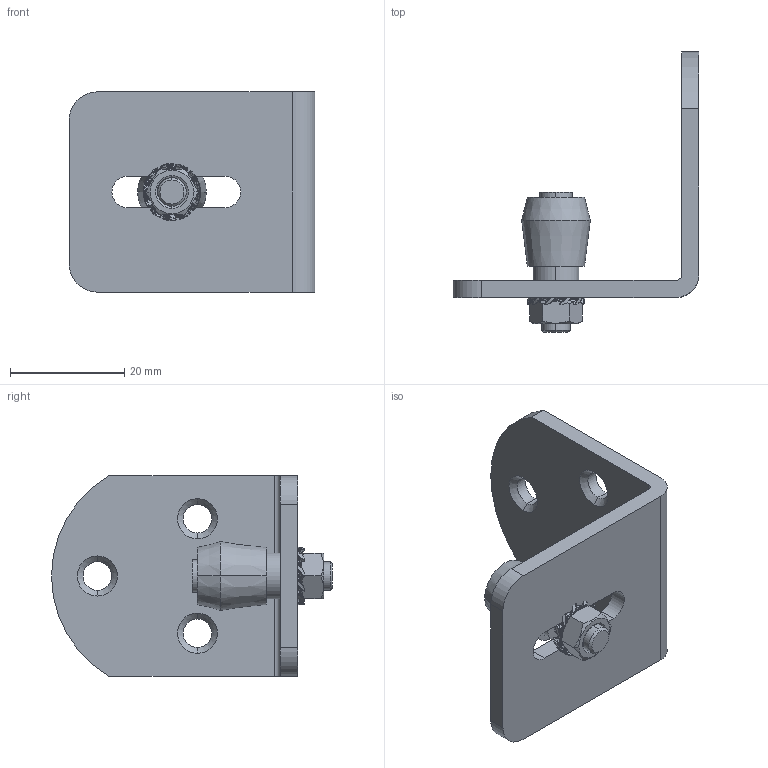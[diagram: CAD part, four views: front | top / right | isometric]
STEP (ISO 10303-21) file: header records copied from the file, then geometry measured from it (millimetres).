
FILE_DESCRIPTION (( 'STEP AP203' ), '1' );
FILE_NAME ('1.32.N53.STEP', '2019-06-03T09:08:30', ( '' ), ( '' ), 'SwSTEP 2.0', 'SolidWorks 2018', '' );
FILE_SCHEMA (( 'CONFIG_CONTROL_DESIGN' ));
Length unit declared in the file: millimetre
Products named in the file (6): ﾐﾅﾉﾑﾏﾓ 32.ﾍ53; Part3; 5.3 6798; 1.32.N53; 2.112-40620320; M5 DIN 934_M5
Assembly tree (5 placements, depth 2):
  1.32.N53
    2.112-40620320
    5.3 6798
    M5 DIN 934_M5
    Part3
    ﾐﾅﾉﾑﾏﾓ 32.ﾍ53
Bounding box: 43 x 49.1 x 35 mm (x, y, z)
Volume: 9293.2 mm3; surface area: 7773.3 mm2
Topology: 5 solids, 5 shells, 702 faces, 2052 edges, 1361 vertices
Faces by surface type: cylinder 650, plane 25, cone 24, bspline 3
Entity records: 32417 total; most frequent: CARTESIAN_POINT 16690, ORIENTED_EDGE 4100, EDGE_CURVE 2050, DIRECTION 1784, B_SPLINE_CURVE_WITH_KNOTS 1764, VERTEX_POINT 1361, AXIS2_PLACEMENT_3D 828, EDGE_LOOP 719
